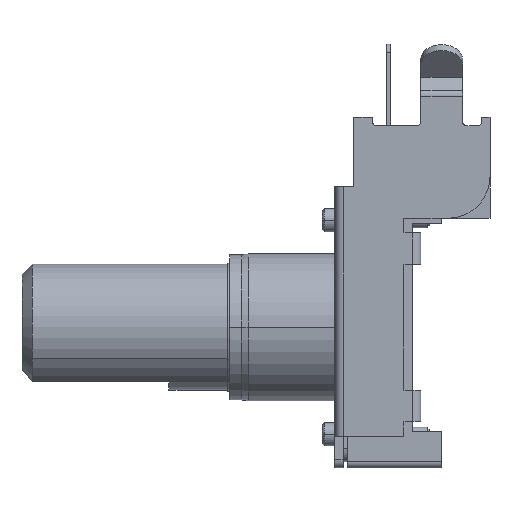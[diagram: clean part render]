
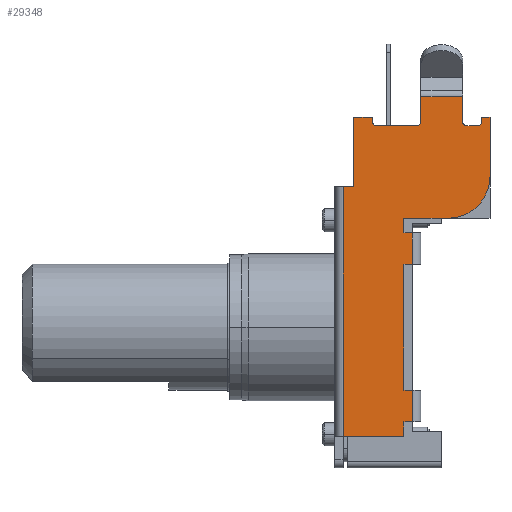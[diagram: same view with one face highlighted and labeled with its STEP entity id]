
A CAD part, left-side view. The second image highlights one B-rep face of the part: STEP entity #29348.
In plain terms, the highlighted planar face has unit normal (-1, 0, 0).
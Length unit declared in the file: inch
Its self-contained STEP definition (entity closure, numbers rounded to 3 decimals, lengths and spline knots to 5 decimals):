
#27101=CARTESIAN_POINT('',(-6.15,-6.3,9.8));
#27102=DIRECTION('',(1.,0.,0.));
#27103=DIRECTION('',(0.,0.,-1.));
#27104=AXIS2_PLACEMENT_3D('',#27101,#27102,#27103);
#27119=CARTESIAN_POINT('',(-6.15,-6.8,9.8));
#27120=DIRECTION('',(1.,0.,0.));
#27121=DIRECTION('',(0.,-1.,0.));
#27122=AXIS2_PLACEMENT_3D('',#27119,#27120,#27121);
#27137=DIRECTION('',(0.,1.,0.));
#27138=VECTOR('',#27137,2.);
#27139=CARTESIAN_POINT('',(-6.15,-6.1,11.));
#27140=LINE('',#27139,#27138);
#27141=DIRECTION('',(0.,0.,1.));
#27142=VECTOR('',#27141,1.2);
#27143=CARTESIAN_POINT('',(-6.15,-6.1,9.8));
#27144=LINE('',#27143,#27142);
#27145=DIRECTION('',(0.,1.,0.));
#27146=VECTOR('',#27145,0.5);
#27147=CARTESIAN_POINT('',(-6.15,-6.8,9.6));
#27148=LINE('',#27147,#27146);
#27149=DIRECTION('',(0.,0.,-1.));
#27150=VECTOR('',#27149,0.2);
#27151=CARTESIAN_POINT('',(-6.15,-7.,10.));
#27152=LINE('',#27151,#27150);
#27153=DIRECTION('',(0.,1.,0.));
#27154=VECTOR('',#27153,0.4);
#27155=CARTESIAN_POINT('',(-6.15,-7.4,10.));
#27156=LINE('',#27155,#27154);
#27157=DIRECTION('',(0.,0.,1.));
#27158=VECTOR('',#27157,2.8);
#27159=CARTESIAN_POINT('',(-6.15,-7.4,7.2));
#27160=LINE('',#27159,#27158);
#27161=DIRECTION('',(0.,1.,0.));
#27162=VECTOR('',#27161,2.1);
#27163=CARTESIAN_POINT('',(-6.15,-5.4,5.2));
#27164=LINE('',#27163,#27162);
#27165=DIRECTION('',(0.,0.,-1.));
#27166=VECTOR('',#27165,0.7);
#27167=CARTESIAN_POINT('',(-6.15,-3.3,5.2));
#27168=LINE('',#27167,#27166);
#27169=DIRECTION('',(0.,1.,0.));
#27170=VECTOR('',#27169,0.4);
#27171=CARTESIAN_POINT('',(-6.15,-3.7,4.5));
#27172=LINE('',#27171,#27170);
#27173=DIRECTION('',(0.,0.,-1.));
#27174=VECTOR('',#27173,1.5);
#27175=CARTESIAN_POINT('',(-6.15,-3.7,4.5));
#27176=LINE('',#27175,#27174);
#27177=DIRECTION('',(0.,-1.,0.));
#27178=VECTOR('',#27177,0.4);
#27179=CARTESIAN_POINT('',(-6.15,-3.3,3.));
#27180=LINE('',#27179,#27178);
#27181=DIRECTION('',(0.,0.,1.));
#27182=VECTOR('',#27181,6.);
#27183=CARTESIAN_POINT('',(-6.15,-3.3,-3.));
#27184=LINE('',#27183,#27182);
#27185=DIRECTION('',(0.,1.,0.));
#27186=VECTOR('',#27185,0.4);
#27187=CARTESIAN_POINT('',(-6.15,-3.7,-3.));
#27188=LINE('',#27187,#27186);
#27189=DIRECTION('',(0.,0.,-1.));
#27190=VECTOR('',#27189,1.5);
#27191=CARTESIAN_POINT('',(-6.15,-3.7,-3.));
#27192=LINE('',#27191,#27190);
#27193=DIRECTION('',(0.,-1.,0.));
#27194=VECTOR('',#27193,0.4);
#27195=CARTESIAN_POINT('',(-6.15,-3.3,-4.5));
#27196=LINE('',#27195,#27194);
#27197=DIRECTION('',(0.,0.,1.));
#27198=VECTOR('',#27197,0.7);
#27199=CARTESIAN_POINT('',(-6.15,-3.3,-5.2));
#27200=LINE('',#27199,#27198);
#27201=DIRECTION('',(0.,-1.,0.));
#27202=VECTOR('',#27201,2.9);
#27203=CARTESIAN_POINT('',(-6.15,-0.4,-5.2));
#27204=LINE('',#27203,#27202);
#27205=DIRECTION('',(0.,1.,0.));
#27206=VECTOR('',#27205,0.5);
#27207=CARTESIAN_POINT('',(-6.15,-0.9,6.7));
#27208=LINE('',#27207,#27206);
#27209=DIRECTION('',(0.,0.,-1.));
#27210=VECTOR('',#27209,3.3);
#27211=CARTESIAN_POINT('',(-6.15,-0.9,10.));
#27212=LINE('',#27211,#27210);
#27213=DIRECTION('',(0.,1.,0.));
#27214=VECTOR('',#27213,0.9);
#27215=CARTESIAN_POINT('',(-6.15,-1.8,10.));
#27216=LINE('',#27215,#27214);
#27217=DIRECTION('',(0.,0.,1.));
#27218=VECTOR('',#27217,0.2);
#27219=CARTESIAN_POINT('',(-6.15,-1.8,9.8));
#27220=LINE('',#27219,#27218);
#27221=DIRECTION('',(0.,1.,0.));
#27222=VECTOR('',#27221,1.9);
#27223=CARTESIAN_POINT('',(-6.15,-3.9,9.6));
#27224=LINE('',#27223,#27222);
#27225=DIRECTION('',(0.,0.,-1.));
#27226=VECTOR('',#27225,1.2);
#27227=CARTESIAN_POINT('',(-6.15,-4.1,11.));
#27228=LINE('',#27227,#27226);
#27271=CARTESIAN_POINT('',(-6.15,-3.9,9.8));
#27272=DIRECTION('',(1.,0.,0.));
#27273=DIRECTION('',(0.,-1.,0.));
#27274=AXIS2_PLACEMENT_3D('',#27271,#27272,#27273);
#27289=CARTESIAN_POINT('',(-6.15,-2.,9.8));
#27290=DIRECTION('',(1.,0.,0.));
#27291=DIRECTION('',(0.,0.,-1.));
#27292=AXIS2_PLACEMENT_3D('',#27289,#27290,#27291);
#27388=CARTESIAN_POINT('',(-6.15,-5.4,7.2));
#27389=DIRECTION('',(-1.,0.,0.));
#27390=DIRECTION('',(0.,0.,-1.));
#27391=AXIS2_PLACEMENT_3D('',#27388,#27389,#27390);
#27583=DIRECTION('',(0.,0.,-1.));
#27584=VECTOR('',#27583,11.9);
#27585=CARTESIAN_POINT('',(-6.15,-0.4,6.7));
#27586=LINE('',#27585,#27584);
#27951=CARTESIAN_POINT('',(-6.15,-0.4,6.7));
#27952=CARTESIAN_POINT('',(-6.15,-0.4,-5.2));
#27953=VERTEX_POINT('',#27951);
#27954=VERTEX_POINT('',#27952);
#27969=CARTESIAN_POINT('',(-6.15,-3.3,-3.));
#27970=CARTESIAN_POINT('',(-6.15,-3.3,3.));
#27971=VERTEX_POINT('',#27969);
#27972=VERTEX_POINT('',#27970);
#28057=CARTESIAN_POINT('',(-6.15,-3.3,5.2));
#28058=CARTESIAN_POINT('',(-6.15,-3.3,4.5));
#28059=VERTEX_POINT('',#28057);
#28060=VERTEX_POINT('',#28058);
#28061=CARTESIAN_POINT('',(-6.15,-3.3,-5.2));
#28062=CARTESIAN_POINT('',(-6.15,-3.3,-4.5));
#28063=VERTEX_POINT('',#28061);
#28064=VERTEX_POINT('',#28062);
#28119=CARTESIAN_POINT('',(-6.15,-3.7,3.));
#28120=VERTEX_POINT('',#28119);
#28123=CARTESIAN_POINT('',(-6.15,-3.7,4.5));
#28124=VERTEX_POINT('',#28123);
#28131=CARTESIAN_POINT('',(-6.15,-3.7,-3.));
#28132=VERTEX_POINT('',#28131);
#28135=CARTESIAN_POINT('',(-6.15,-3.7,-4.5));
#28136=VERTEX_POINT('',#28135);
#28167=CARTESIAN_POINT('',(-6.15,-7.4,10.));
#28168=CARTESIAN_POINT('',(-6.15,-7.,10.));
#28169=VERTEX_POINT('',#28167);
#28170=VERTEX_POINT('',#28168);
#28171=CARTESIAN_POINT('',(-6.15,-1.8,10.));
#28172=CARTESIAN_POINT('',(-6.15,-0.9,10.));
#28173=VERTEX_POINT('',#28171);
#28174=VERTEX_POINT('',#28172);
#28175=CARTESIAN_POINT('',(-6.15,-0.9,6.7));
#28176=VERTEX_POINT('',#28175);
#28188=CARTESIAN_POINT('',(-6.15,-7.4,7.2));
#28190=VERTEX_POINT('',#28188);
#28193=CARTESIAN_POINT('',(-6.15,-5.4,5.2));
#28194=VERTEX_POINT('',#28193);
#28195=CARTESIAN_POINT('',(-6.15,-7.,9.8));
#28197=VERTEX_POINT('',#28195);
#28199=CARTESIAN_POINT('',(-6.15,-6.8,9.6));
#28201=VERTEX_POINT('',#28199);
#28203=CARTESIAN_POINT('',(-6.15,-4.1,9.8));
#28205=VERTEX_POINT('',#28203);
#28207=CARTESIAN_POINT('',(-6.15,-3.9,9.6));
#28209=VERTEX_POINT('',#28207);
#28211=CARTESIAN_POINT('',(-6.15,-6.3,9.6));
#28213=VERTEX_POINT('',#28211);
#28215=CARTESIAN_POINT('',(-6.15,-6.1,9.8));
#28217=VERTEX_POINT('',#28215);
#28219=CARTESIAN_POINT('',(-6.15,-2.,9.6));
#28221=VERTEX_POINT('',#28219);
#28223=CARTESIAN_POINT('',(-6.15,-1.8,9.8));
#28225=VERTEX_POINT('',#28223);
#28291=CARTESIAN_POINT('',(-6.15,-6.1,11.));
#28292=VERTEX_POINT('',#28291);
#28293=CARTESIAN_POINT('',(-6.15,-4.1,11.));
#28294=VERTEX_POINT('',#28293);
#29290=CARTESIAN_POINT('',(-6.15,5.55,0.));
#29291=DIRECTION('',(-1.,0.,0.));
#29292=DIRECTION('',(0.,1.,0.));
#29293=AXIS2_PLACEMENT_3D('',#29290,#29291,#29292);
#29294=PLANE('',#29293);
#29296=ORIENTED_EDGE('',*,*,#29295,.F.);
#29297=ORIENTED_EDGE('',*,*,#29215,.F.);
#29298=ORIENTED_EDGE('',*,*,#29227,.F.);
#29299=ORIENTED_EDGE('',*,*,#29241,.F.);
#29300=ORIENTED_EDGE('',*,*,#29255,.F.);
#29301=ORIENTED_EDGE('',*,*,#29271,.F.);
#29302=ORIENTED_EDGE('',*,*,#29281,.F.);
#29304=ORIENTED_EDGE('',*,*,#29303,.F.);
#29306=ORIENTED_EDGE('',*,*,#29305,.F.);
#29308=ORIENTED_EDGE('',*,*,#29307,.T.);
#29310=ORIENTED_EDGE('',*,*,#29309,.T.);
#29312=ORIENTED_EDGE('',*,*,#29311,.F.);
#29314=ORIENTED_EDGE('',*,*,#29313,.T.);
#29316=ORIENTED_EDGE('',*,*,#29315,.F.);
#29318=ORIENTED_EDGE('',*,*,#29317,.F.);
#29320=ORIENTED_EDGE('',*,*,#29319,.F.);
#29322=ORIENTED_EDGE('',*,*,#29321,.T.);
#29324=ORIENTED_EDGE('',*,*,#29323,.F.);
#29326=ORIENTED_EDGE('',*,*,#29325,.F.);
#29328=ORIENTED_EDGE('',*,*,#29327,.F.);
#29330=ORIENTED_EDGE('',*,*,#29329,.F.);
#29331=ORIENTED_EDGE('',*,*,#29094,.F.);
#29333=ORIENTED_EDGE('',*,*,#29332,.F.);
#29335=ORIENTED_EDGE('',*,*,#29334,.F.);
#29337=ORIENTED_EDGE('',*,*,#29336,.F.);
#29339=ORIENTED_EDGE('',*,*,#29338,.F.);
#29341=ORIENTED_EDGE('',*,*,#29340,.F.);
#29343=ORIENTED_EDGE('',*,*,#29342,.F.);
#29345=ORIENTED_EDGE('',*,*,#29344,.F.);
#29346=EDGE_LOOP('',(#29296,#29297,#29298,#29299,#29300,#29301,#29302,#29304,
#29306,#29308,#29310,#29312,#29314,#29316,#29318,#29320,#29322,#29324,#29326,
#29328,#29330,#29331,#29333,#29335,#29337,#29339,#29341,#29343,#29345));
#29347=FACE_OUTER_BOUND('',#29346,.F.);
#29348=ADVANCED_FACE('',(#29347),#29294,.T.);
#27105=CIRCLE('',#27104,0.2);
#27123=CIRCLE('',#27122,0.2);
#27275=CIRCLE('',#27274,0.2);
#27293=CIRCLE('',#27292,0.2);
#27392=CIRCLE('',#27391,2.);
#29094=EDGE_CURVE('',#28176,#27953,#27208,.T.);
#29215=EDGE_CURVE('',#28217,#28292,#27144,.T.);
#29227=EDGE_CURVE('',#28213,#28217,#27105,.T.);
#29241=EDGE_CURVE('',#28201,#28213,#27148,.T.);
#29255=EDGE_CURVE('',#28197,#28201,#27123,.T.);
#29271=EDGE_CURVE('',#28170,#28197,#27152,.T.);
#29281=EDGE_CURVE('',#28169,#28170,#27156,.T.);
#29295=EDGE_CURVE('',#28292,#28294,#27140,.T.);
#29303=EDGE_CURVE('',#28190,#28169,#27160,.T.);
#29305=EDGE_CURVE('',#28194,#28190,#27392,.T.);
#29307=EDGE_CURVE('',#28194,#28059,#27164,.T.);
#29309=EDGE_CURVE('',#28059,#28060,#27168,.T.);
#29311=EDGE_CURVE('',#28124,#28060,#27172,.T.);
#29313=EDGE_CURVE('',#28124,#28120,#27176,.T.);
#29315=EDGE_CURVE('',#27972,#28120,#27180,.T.);
#29317=EDGE_CURVE('',#27971,#27972,#27184,.T.);
#29319=EDGE_CURVE('',#28132,#27971,#27188,.T.);
#29321=EDGE_CURVE('',#28132,#28136,#27192,.T.);
#29323=EDGE_CURVE('',#28064,#28136,#27196,.T.);
#29325=EDGE_CURVE('',#28063,#28064,#27200,.T.);
#29327=EDGE_CURVE('',#27954,#28063,#27204,.T.);
#29329=EDGE_CURVE('',#27953,#27954,#27586,.T.);
#29332=EDGE_CURVE('',#28174,#28176,#27212,.T.);
#29334=EDGE_CURVE('',#28173,#28174,#27216,.T.);
#29336=EDGE_CURVE('',#28225,#28173,#27220,.T.);
#29338=EDGE_CURVE('',#28221,#28225,#27293,.T.);
#29340=EDGE_CURVE('',#28209,#28221,#27224,.T.);
#29342=EDGE_CURVE('',#28205,#28209,#27275,.T.);
#29344=EDGE_CURVE('',#28294,#28205,#27228,.T.);
